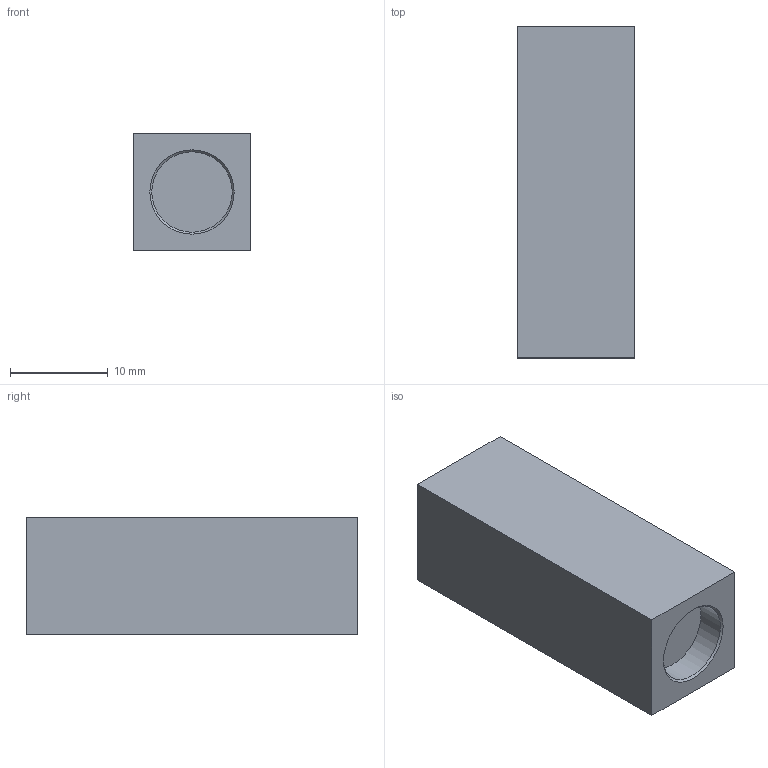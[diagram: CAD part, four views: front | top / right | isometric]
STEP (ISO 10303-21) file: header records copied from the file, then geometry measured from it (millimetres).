
FILE_DESCRIPTION(('FreeCAD Model'),'2;1');
FILE_NAME('Extension.stp', '2021-02-26T18:05:20',('FreeCAD'),('FreeCAD'), 'Open CASCADE STEP processor 7.2','FreeCAD','Unknown');
FILE_SCHEMA(('AUTOMOTIVE_DESIGN { 1 0 10303 214 1 1 1 1 }'));
Length unit declared in the file: millimetre
Products named in the file (1): Open CASCADE STEP translator 7.2 5
Bounding box: 12 x 34 x 12 mm (x, y, z)
Volume: 4735.5 mm3; surface area: 1994.7 mm2
Topology: 1 solids, 1 shells, 9 faces, 17 edges, 11 vertices
Faces by surface type: plane 7, cone 1, cylinder 1
Full cylindrical faces by diameter (mm): 8.24 x1
Entity records: 458 total; most frequent: CARTESIAN_POINT 80, DIRECTION 71, LINE 44, VECTOR 44, ORIENTED_EDGE 34, PCURVE 34, DEFINITIONAL_REPRESENTATION 34, EDGE_CURVE 17
